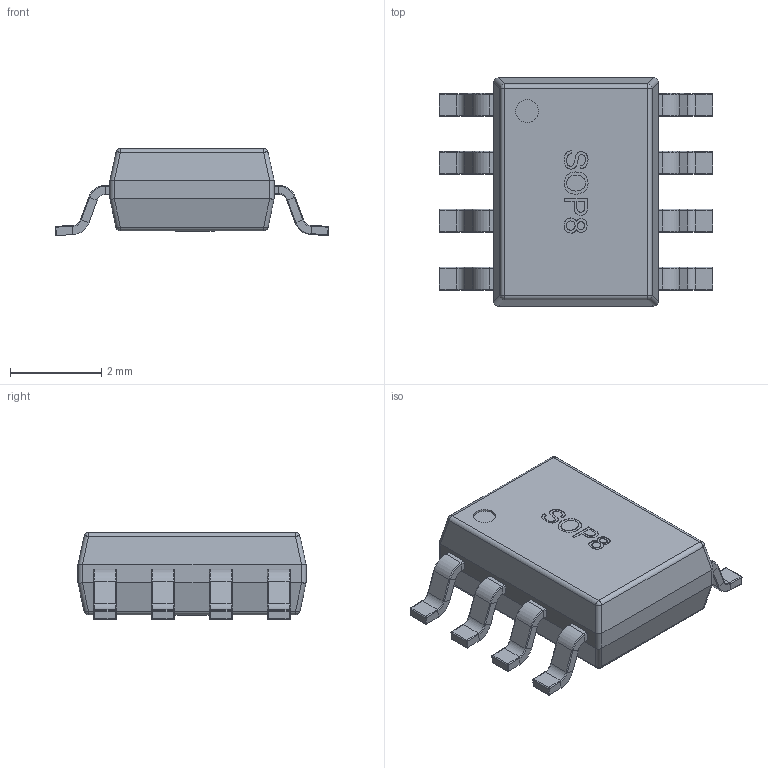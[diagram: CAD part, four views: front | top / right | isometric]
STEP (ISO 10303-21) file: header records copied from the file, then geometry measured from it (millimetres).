
FILE_DESCRIPTION (( 'STEP AP214' ), '1' );
FILE_NAME ('SOP8.STEP', '2016-09-02T15:18:10', ( '' ), ( '' ), 'SwSTEP 2.0', 'SolidWorks 2015', '' );
FILE_SCHEMA (( 'AUTOMOTIVE_DESIGN' ));
Length unit declared in the file: millimetre
Products named in the file (4): 綠僅1.8 腔竘褐; SOP8 呿极; LOGOԲ0.25; SOP8
Assembly tree (10 placements, depth 2):
  SOP8
    LOGOԲ0.25
    SOP8 呿极
    綠僅1.8 腔竘褐  x8
Bounding box: 6.01 x 5 x 1.9 mm (x, y, z)
Volume: 31.9 mm3; surface area: 81.4 mm2
Topology: 23 solids, 23 shells, 570 faces, 1249 edges, 718 vertices
Faces by surface type: plane 237, cylinder 182, bspline 71, torus 48, sphere 32
Entity records: 12932 total; most frequent: CARTESIAN_POINT 4599, ORIENTED_EDGE 1160, DIRECTION 905, EDGE_CURVE 580, VERTEX_POINT 366, VECTOR 313, LINE 313, AXIS2_PLACEMENT_3D 296
